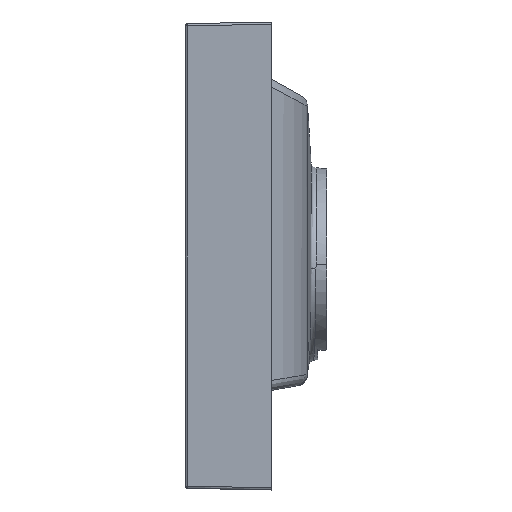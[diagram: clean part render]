
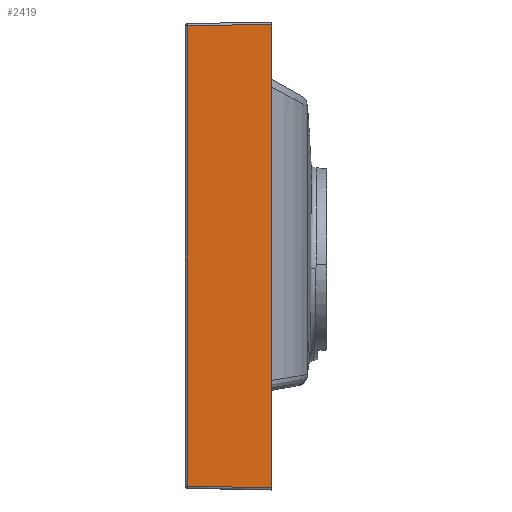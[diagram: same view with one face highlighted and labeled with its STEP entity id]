
A CAD part, left-side view. The second image highlights one B-rep face of the part: STEP entity #2419.
In plain terms, the highlighted planar face has unit normal (-1, 0.026, 0).
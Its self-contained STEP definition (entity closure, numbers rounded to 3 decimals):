
#4 = VECTOR ( 'NONE', #9842, 1000. ) ;
#259 = EDGE_CURVE ( 'NONE', #8823, #9482, #8962, .T. ) ;
#924 = ORIENTED_EDGE ( 'NONE', *, *, #7058, .T. ) ;
#1071 = CARTESIAN_POINT ( 'NONE',  ( -448.516, -77., 206.479 ) ) ;
#1188 = CARTESIAN_POINT ( 'NONE',  ( -448.517, -77.038, -206.48 ) ) ;
#1962 = ORIENTED_EDGE ( 'NONE', *, *, #259, .T. ) ;
#2308 = AXIS2_PLACEMENT_3D ( 'NONE', #6151, #3820, #7721 ) ;
#2419 = ADVANCED_FACE ( 'NONE', ( #8135 ), #3043, .T. ) ;
#2826 = VECTOR ( 'NONE', #8696, 1000. ) ;
#3043 = PLANE ( 'NONE',  #2308 ) ;
#3820 = DIRECTION ( 'NONE',  ( -1., 0.026, 0. ) ) ;
#3990 = VERTEX_POINT ( 'NONE', #1071 ) ;
#4506 = LINE ( 'NONE', #6334, #4628 ) ;
#4557 = CARTESIAN_POINT ( 'NONE',  ( -446.551, -1.948, 207. ) ) ;
#4628 = VECTOR ( 'NONE', #4874, 1000. ) ;
#4874 = DIRECTION ( 'NONE',  ( 0., 0., -1. ) ) ;
#4875 = EDGE_LOOP ( 'NONE', ( #6325, #924, #1962, #8748 ) ) ;
#5292 = VECTOR ( 'NONE', #7630, 1000. ) ;
#5700 = EDGE_CURVE ( 'NONE', #3990, #8235, #9377, .T. ) ;
#6151 = CARTESIAN_POINT ( 'NONE',  ( -446.5, 0., 207. ) ) ;
#6325 = ORIENTED_EDGE ( 'NONE', *, *, #5700, .T. ) ;
#6334 = CARTESIAN_POINT ( 'NONE',  ( -448.516, -77., 207. ) ) ;
#7058 = EDGE_CURVE ( 'NONE', #8235, #8823, #7586, .T. ) ;
#7586 = LINE ( 'NONE', #4557, #5292 ) ;
#7587 = CARTESIAN_POINT ( 'NONE',  ( -446.501, -0.038, 205.001 ) ) ;
#7630 = DIRECTION ( 'NONE',  ( 0., 0., -1. ) ) ;
#7721 = DIRECTION ( 'NONE',  ( -0.026, -1., 0. ) ) ;
#8135 = FACE_OUTER_BOUND ( 'NONE', #4875, .T. ) ;
#8235 = VERTEX_POINT ( 'NONE', #9610 ) ;
#8696 = DIRECTION ( 'NONE',  ( -0.026, -0.999, -0.019 ) ) ;
#8748 = ORIENTED_EDGE ( 'NONE', *, *, #8948, .F. ) ;
#8823 = VERTEX_POINT ( 'NONE', #9621 ) ;
#8948 = EDGE_CURVE ( 'NONE', #3990, #9482, #4506, .T. ) ;
#8962 = LINE ( 'NONE', #1188, #2826 ) ;
#9137 = CARTESIAN_POINT ( 'NONE',  ( -448.516, -77., -206.479 ) ) ;
#9377 = LINE ( 'NONE', #7587, #4 ) ;
#9482 = VERTEX_POINT ( 'NONE', #9137 ) ;
#9610 = CARTESIAN_POINT ( 'NONE',  ( -446.551, -1.948, 205.038 ) ) ;
#9621 = CARTESIAN_POINT ( 'NONE',  ( -446.551, -1.948, -205.038 ) ) ;
#9842 = DIRECTION ( 'NONE',  ( 0.026, 0.999, -0.019 ) ) ;
